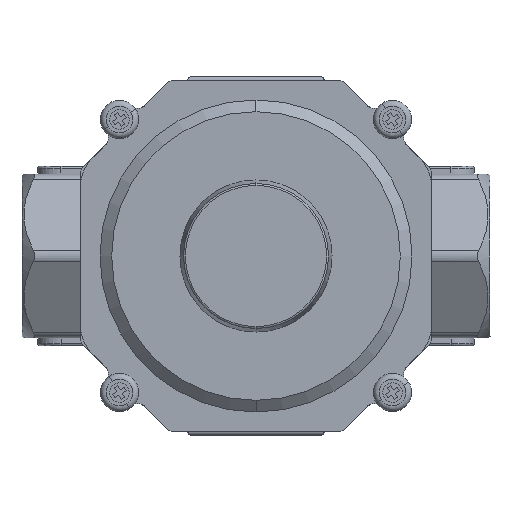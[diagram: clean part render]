
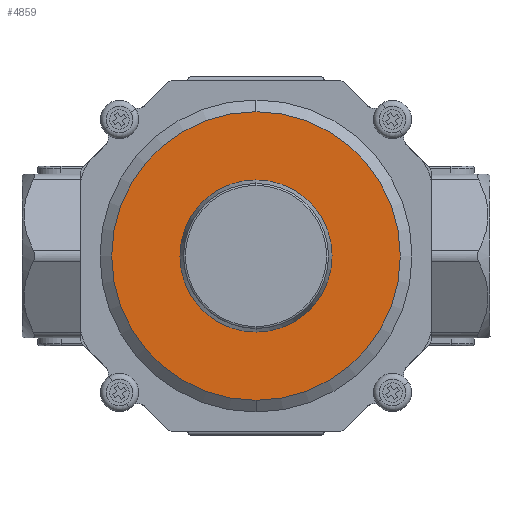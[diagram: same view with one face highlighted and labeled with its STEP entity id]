
A CAD part, front view. The second image highlights one B-rep face of the part: STEP entity #4859.
In plain terms, the highlighted face is planar.
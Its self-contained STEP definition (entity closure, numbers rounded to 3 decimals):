
#3408 = ORIENTED_EDGE ( 'NONE', *, *, #22029, .F. ) ;
#3798 = EDGE_CURVE ( 'NONE', #17260, #20600, #28895, .T. ) ;
#4666 = CARTESIAN_POINT ( 'NONE',  ( 19.5, 5.5, 0. ) ) ;
#4859 = ADVANCED_FACE ( 'NONE', ( #22816, #11498 ), #10935, .T. ) ;
#4878 = DIRECTION ( 'NONE',  ( 0., -1., 0. ) ) ;
#5940 = VERTEX_POINT ( 'NONE', #16601 ) ;
#5950 = DIRECTION ( 'NONE',  ( -1., 0., 0. ) ) ;
#6129 = AXIS2_PLACEMENT_3D ( 'NONE', #25605, #4878, #12853 ) ;
#6430 = CARTESIAN_POINT ( 'NONE',  ( -19.5, 5.5, 0. ) ) ;
#6655 = AXIS2_PLACEMENT_3D ( 'NONE', #28938, #16120, #5950 ) ;
#7285 = AXIS2_PLACEMENT_3D ( 'NONE', #16519, #23856, #18872 ) ;
#8051 = EDGE_CURVE ( 'NONE', #5940, #30344, #22992, .T. ) ;
#9402 = CARTESIAN_POINT ( 'NONE',  ( 0., 5.5, 0. ) ) ;
#10935 = PLANE ( 'NONE',  #6655 ) ;
#11498 = FACE_OUTER_BOUND ( 'NONE', #12437, .T. ) ;
#11659 = DIRECTION ( 'NONE',  ( 0., -1., 0. ) ) ;
#12437 = EDGE_LOOP ( 'NONE', ( #3408, #13396 ) ) ;
#12607 = EDGE_LOOP ( 'NONE', ( #20897, #21531 ) ) ;
#12853 = DIRECTION ( 'NONE',  ( 1., 0., 0. ) ) ;
#13150 = DIRECTION ( 'NONE',  ( 1., 0., 0. ) ) ;
#13396 = ORIENTED_EDGE ( 'NONE', *, *, #8051, .F. ) ;
#15531 = DIRECTION ( 'NONE',  ( 0., -1., 0. ) ) ;
#16120 = DIRECTION ( 'NONE',  ( 0., 1., 0. ) ) ;
#16519 = CARTESIAN_POINT ( 'NONE',  ( 0., 5.5, 0. ) ) ;
#16601 = CARTESIAN_POINT ( 'NONE',  ( -37., 5.5, 0. ) ) ;
#17256 = AXIS2_PLACEMENT_3D ( 'NONE', #23225, #15531, #13150 ) ;
#17260 = VERTEX_POINT ( 'NONE', #6430 ) ;
#18872 = DIRECTION ( 'NONE',  ( 1., 0., 0. ) ) ;
#19064 = CIRCLE ( 'NONE', #7285, 37. ) ;
#20600 = VERTEX_POINT ( 'NONE', #4666 ) ;
#20897 = ORIENTED_EDGE ( 'NONE', *, *, #27529, .T. ) ;
#21531 = ORIENTED_EDGE ( 'NONE', *, *, #3798, .T. ) ;
#22029 = EDGE_CURVE ( 'NONE', #30344, #5940, #19064, .T. ) ;
#22289 = DIRECTION ( 'NONE',  ( 1., 0., 0. ) ) ;
#22816 = FACE_BOUND ( 'NONE', #12607, .T. ) ;
#22992 = CIRCLE ( 'NONE', #6129, 37. ) ;
#23225 = CARTESIAN_POINT ( 'NONE',  ( 0., 5.5, 0. ) ) ;
#23856 = DIRECTION ( 'NONE',  ( 0., -1., 0. ) ) ;
#25403 = AXIS2_PLACEMENT_3D ( 'NONE', #9402, #11659, #22289 ) ;
#25605 = CARTESIAN_POINT ( 'NONE',  ( 0., 5.5, 0. ) ) ;
#27155 = CARTESIAN_POINT ( 'NONE',  ( 37., 5.5, 0. ) ) ;
#27529 = EDGE_CURVE ( 'NONE', #20600, #17260, #31525, .T. ) ;
#28895 = CIRCLE ( 'NONE', #17256, 19.5 ) ;
#28938 = CARTESIAN_POINT ( 'NONE',  ( 37., 5.5, 0. ) ) ;
#30344 = VERTEX_POINT ( 'NONE', #27155 ) ;
#31525 = CIRCLE ( 'NONE', #25403, 19.5 ) ;
